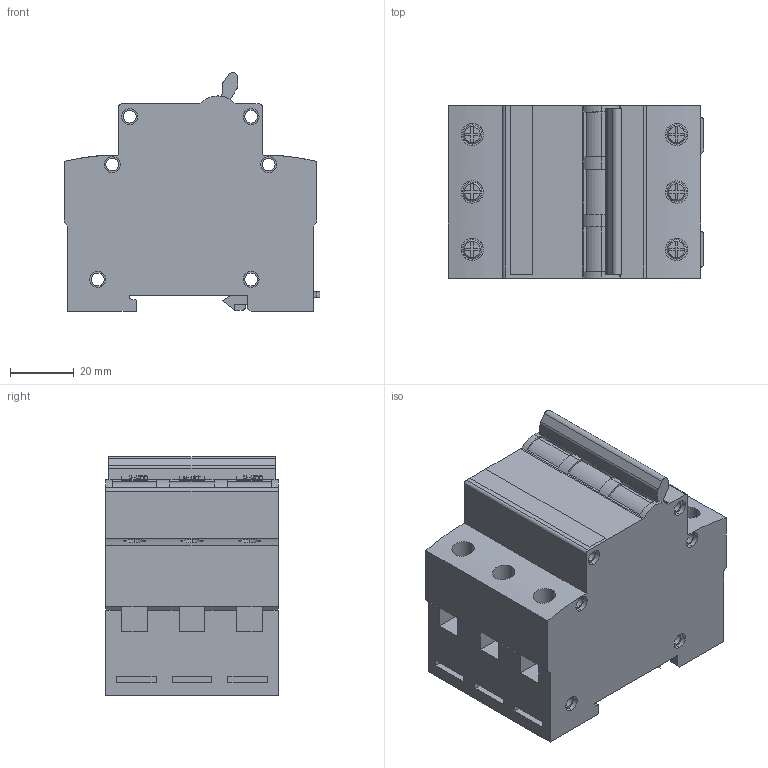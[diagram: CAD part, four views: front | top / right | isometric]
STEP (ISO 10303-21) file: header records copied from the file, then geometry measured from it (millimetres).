
FILE_DESCRIPTION((''),'2;1');
FILE_NAME('_119-9016','2024-06-12T09:16:01',('U434391'),('DANFOSS COMMERCIAL COMPRESSOR'),'CREO PARAMETRIC BY PTC INC, 2022124','CREO PARAMETRIC BY PTC INC, 2022124','');
FILE_SCHEMA(('CONFIG_CONTROL_DESIGN'));
Length unit declared in the file: millimetre
Products named in the file (1): _119-9016
Bounding box: 80 x 54 x 74.8 mm (x, y, z)
Volume: 1207.9 mm3; surface area: 39579.1 mm2
Topology: 5 solids, 6 shells, 847 faces, 2295 edges, 1502 vertices
Faces by surface type: plane 604, cylinder 204, extrusion 27, cone 12
Entity records: 28954 total; most frequent: CARTESIAN_POINT 7512, ORIENTED_EDGE 4524, DIRECTION 4199, EDGE_CURVE 2295, VECTOR 1693, LINE 1666, VERTEX_POINT 1502, AXIS2_PLACEMENT_3D 1253
